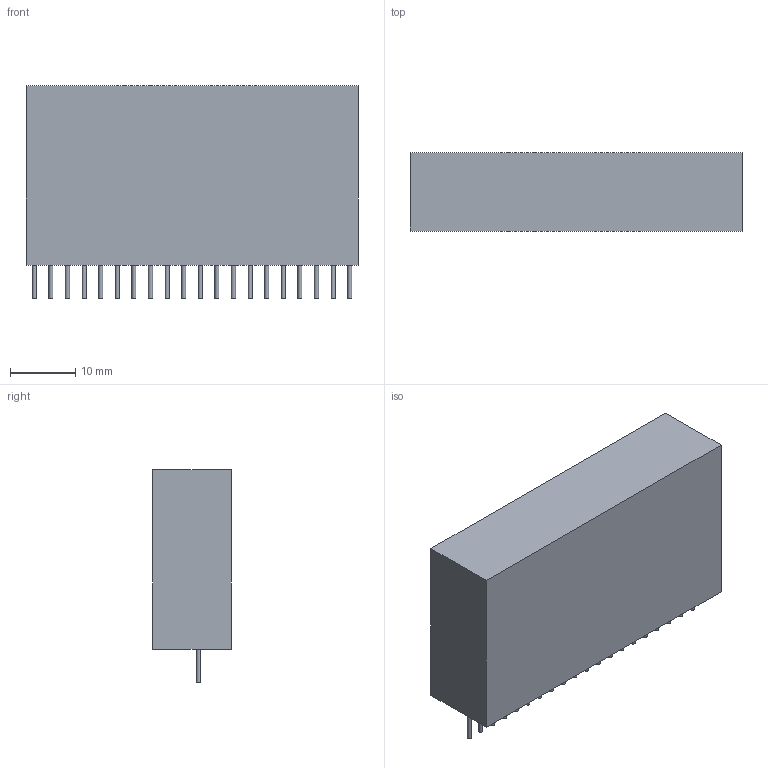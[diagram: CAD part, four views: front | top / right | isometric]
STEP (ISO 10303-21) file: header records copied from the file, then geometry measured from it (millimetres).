
FILE_DESCRIPTION(('STEP AP214'),'1');
FILE_NAME('NID100-15_MWU','2021-08-08T18:06:28',(''),(''),'','','');
FILE_SCHEMA(('AUTOMOTIVE_DESIGN'));
Length unit declared in the file: millimetre
Products named in the file (1): product
Bounding box: 50.8 x 11.99 x 32.59 mm (x, y, z)
Volume: 16784.3 mm3; surface area: 4887.7 mm2
Topology: 21 solids, 21 shells, 66 faces, 72 edges, 48 vertices
Faces by surface type: plane 46, cylinder 20
Full cylindrical faces by diameter (mm): 0.635 x20
Entity records: 1310 total; most frequent: DIRECTION 266, CARTESIAN_POINT 175, AXIS2_PLACEMENT_3D 127, ORIENTED_EDGE 104, EDGE_LOOP 86, ADVANCED_FACE 66, FACE_OUTER_BOUND 66, STYLED_ITEM 66
